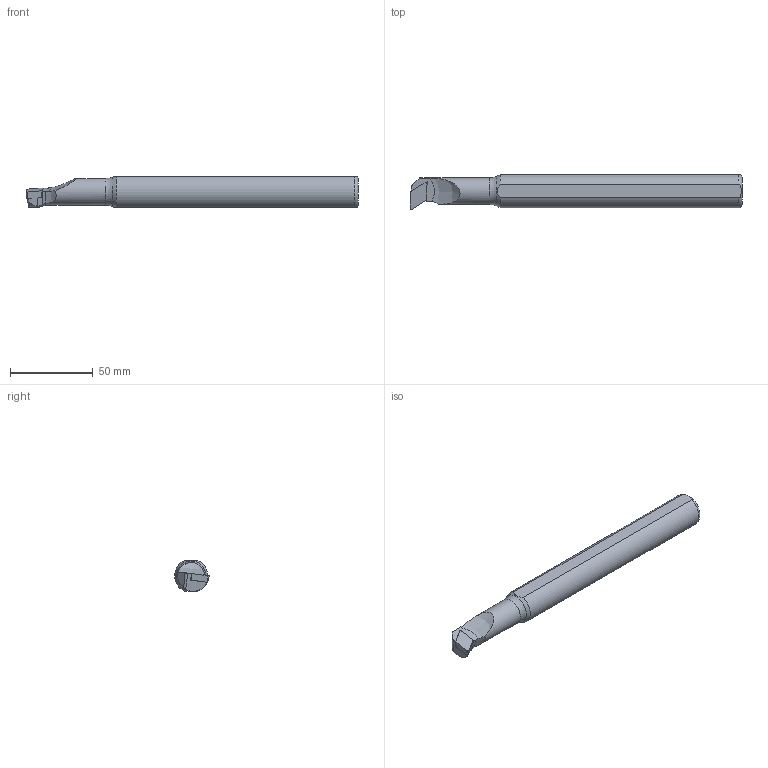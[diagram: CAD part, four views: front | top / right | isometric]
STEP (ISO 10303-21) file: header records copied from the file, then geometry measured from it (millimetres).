
FILE_DESCRIPTION(/* description */ (''),/* implementation_level */ '2;1');
FILE_NAME(/* name */ 'S1620R-SDUCR-11.stp',/* time_stamp */ '2023-10-18T11:12:12+03:00',/* author */ (''),/* organization */ (''),/* preprocessor_version */ 'ST-DEVELOPER v19.4',/* originating_system */ 'SIEMENS PLM Software NX2306.3001',/* authorisation */ '');
FILE_SCHEMA (('AUTOMOTIVE_DESIGN { 1 0 10303 214 3 1 1 1 }'));
Length unit declared in the file: millimetre
Products named in the file (1): S1620R SDUCR 11-LIGHT_objects
Bounding box: 200 x 21 x 18.49 mm (x, y, z)
Volume: 53502.1 mm3; surface area: 12443.3 mm2
Topology: 2 solids, 2 shells, 35 faces, 91 edges, 60 vertices
Faces by surface type: plane 17, cone 8, cylinder 7, torus 2, bspline 1
Full cylindrical faces by diameter (mm): 16 x1
Entity records: 1777 total; most frequent: CARTESIAN_POINT 855, ORIENTED_EDGE 168, DIRECTION 164, EDGE_CURVE 84, AXIS2_PLACEMENT_3D 62, VERTEX_POINT 57, LINE 40, VECTOR 40
